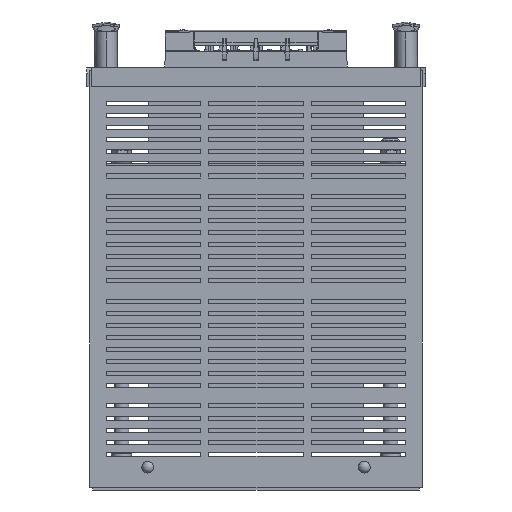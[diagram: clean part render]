
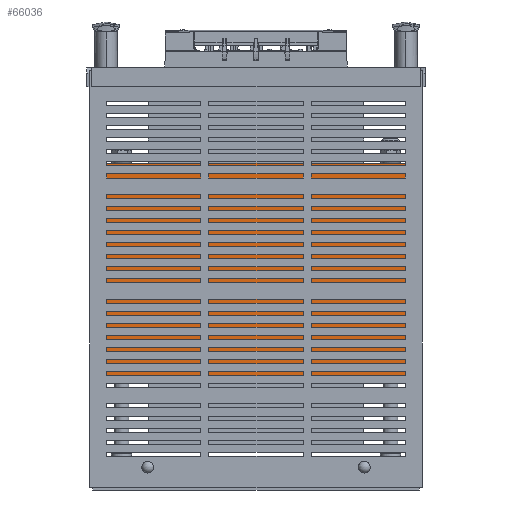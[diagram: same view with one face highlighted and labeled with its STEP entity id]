
A CAD part, front view. The second image highlights one B-rep face of the part: STEP entity #66036.
In plain terms, the highlighted planar face has unit normal (0, -1, 0).
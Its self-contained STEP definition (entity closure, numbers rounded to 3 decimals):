
#1515=LINE('',#88837,#10503);
#1525=LINE('',#88857,#10513);
#1527=LINE('',#88860,#10515);
#1533=LINE('',#88871,#10521);
#10503=VECTOR('',#72697,10.);
#10513=VECTOR('',#72711,10.);
#10515=VECTOR('',#72715,10.);
#10521=VECTOR('',#72727,10.);
#20391=FACE_OUTER_BOUND('',#23292,.T.);
#23292=EDGE_LOOP('',(#45580,#45581,#45582,#45583));
#27447=VERTEX_POINT('',#88834);
#27448=VERTEX_POINT('',#88836);
#27455=VERTEX_POINT('',#88854);
#27456=VERTEX_POINT('',#88856);
#34971=EDGE_CURVE('',#27447,#27448,#1515,.T.);
#34981=EDGE_CURVE('',#27456,#27455,#1525,.T.);
#34983=EDGE_CURVE('',#27456,#27447,#1527,.T.);
#34989=EDGE_CURVE('',#27455,#27448,#1533,.T.);
#45580=ORIENTED_EDGE('',*,*,#34989,.T.);
#45581=ORIENTED_EDGE('',*,*,#34971,.F.);
#45582=ORIENTED_EDGE('',*,*,#34983,.F.);
#45583=ORIENTED_EDGE('',*,*,#34981,.T.);
#63583=PLANE('',#69110);
#66036=ADVANCED_FACE('',(#20391),#63583,.T.);
#69110=AXIS2_PLACEMENT_3D('',#88870,#72725,#72726);
#72697=DIRECTION('',(0.,0.,1.));
#72711=DIRECTION('',(0.,0.,1.));
#72715=DIRECTION('',(-1.,0.,0.));
#72725=DIRECTION('center_axis',(0.,-1.,0.));
#72726=DIRECTION('ref_axis',(0.,0.,-1.));
#72727=DIRECTION('',(-1.,0.,0.));
#88834=CARTESIAN_POINT('',(-159.447,-168.455,0.));
#88836=CARTESIAN_POINT('',(-159.447,-168.455,160.));
#88837=CARTESIAN_POINT('',(-159.447,-168.455,0.));
#88854=CARTESIAN_POINT('',(80.553,-168.455,160.));
#88856=CARTESIAN_POINT('',(80.553,-168.455,0.));
#88857=CARTESIAN_POINT('',(80.553,-168.455,0.));
#88860=CARTESIAN_POINT('',(80.553,-168.455,0.));
#88870=CARTESIAN_POINT('Origin',(80.553,-168.455,0.));
#88871=CARTESIAN_POINT('',(80.553,-168.455,160.));
